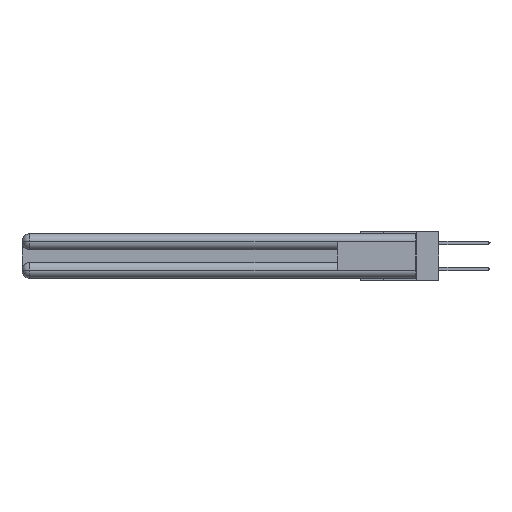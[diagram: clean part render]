
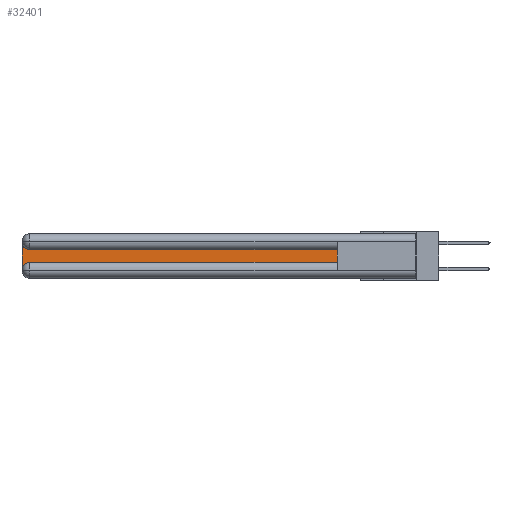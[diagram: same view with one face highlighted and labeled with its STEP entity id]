
A CAD part, left-side view. The second image highlights one B-rep face of the part: STEP entity #32401.
In plain terms, the highlighted planar face has unit normal (-1, 0, 0).
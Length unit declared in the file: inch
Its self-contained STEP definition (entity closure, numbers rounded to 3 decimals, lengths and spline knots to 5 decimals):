
#11 = CARTESIAN_POINT ( 'NONE',  ( 0.075, 3., -0.1225 ) ) ;
#71 = CARTESIAN_POINT ( 'NONE',  ( 0.075, 2.94, -0.0625 ) ) ;
#496 = EDGE_LOOP ( 'NONE', ( #26533, #3169, #11252, #26761, #10815, #14046 ) ) ;
#644 = VERTEX_POINT ( 'NONE', #8568 ) ;
#1098 = CARTESIAN_POINT ( 'NONE',  ( 0.075, 2.94, -0.2175 ) ) ;
#2730 = DIRECTION ( 'NONE',  ( 0., 0., -1. ) ) ;
#2749 = CIRCLE ( 'NONE', #9635, 0.06 ) ;
#2808 = VERTEX_POINT ( 'NONE', #17095 ) ;
#2932 = CARTESIAN_POINT ( 'NONE',  ( 0.075, 0.6, -0.1225 ) ) ;
#3169 = ORIENTED_EDGE ( 'NONE', *, *, #8836, .T. ) ;
#3177 = DIRECTION ( 'NONE',  ( 0., 0., 1. ) ) ;
#4422 = EDGE_CURVE ( 'NONE', #11977, #25572, #16691, .T. ) ;
#4644 = EDGE_CURVE ( 'NONE', #644, #19287, #2749, .T. ) ;
#5017 = VECTOR ( 'NONE', #12944, 39.37008 ) ;
#5978 = CARTESIAN_POINT ( 'NONE',  ( 0.075, 2.94, -0.1225 ) ) ;
#6422 = VERTEX_POINT ( 'NONE', #30933 ) ;
#8568 = CARTESIAN_POINT ( 'NONE',  ( 0.075, 3., -0.2775 ) ) ;
#8836 = EDGE_CURVE ( 'NONE', #25572, #6422, #26276, .T. ) ;
#9635 = AXIS2_PLACEMENT_3D ( 'NONE', #29925, #27516, #32698 ) ;
#10491 = EDGE_CURVE ( 'NONE', #2808, #11977, #29514, .T. ) ;
#10815 = ORIENTED_EDGE ( 'NONE', *, *, #31937, .T. ) ;
#11252 = ORIENTED_EDGE ( 'NONE', *, *, #31462, .T. ) ;
#11977 = VERTEX_POINT ( 'NONE', #21126 ) ;
#12306 = AXIS2_PLACEMENT_3D ( 'NONE', #11, #20927, #23950 ) ;
#12944 = DIRECTION ( 'NONE',  ( 0., -1., 0. ) ) ;
#14046 = ORIENTED_EDGE ( 'NONE', *, *, #10491, .T. ) ;
#14684 = DIRECTION ( 'NONE',  ( 0., 0., -1. ) ) ;
#14910 = VECTOR ( 'NONE', #14684, 39.37008 ) ;
#15707 = CARTESIAN_POINT ( 'NONE',  ( 0.075, 0.6, -0.2175 ) ) ;
#16691 = LINE ( 'NONE', #2932, #19551 ) ;
#17095 = CARTESIAN_POINT ( 'NONE',  ( 0.075, 0.6, -0.2175 ) ) ;
#17895 = VECTOR ( 'NONE', #3177, 39.37008 ) ;
#18440 = DIRECTION ( 'NONE',  ( 1., 0., 0. ) ) ;
#18863 = CARTESIAN_POINT ( 'NONE',  ( 0.075, 0.6, -0.2175 ) ) ;
#19287 = VERTEX_POINT ( 'NONE', #1098 ) ;
#19551 = VECTOR ( 'NONE', #23966, 39.37008 ) ;
#19614 = CARTESIAN_POINT ( 'NONE',  ( 0.075, 3., -0.2175 ) ) ;
#20927 = DIRECTION ( 'NONE',  ( 1., 0., 0. ) ) ;
#21126 = CARTESIAN_POINT ( 'NONE',  ( 0.075, 0.6, -0.1225 ) ) ;
#21146 = PLANE ( 'NONE',  #12306 ) ;
#21944 = LINE ( 'NONE', #19614, #14910 ) ;
#23950 = DIRECTION ( 'NONE',  ( 0., 0., -1. ) ) ;
#23966 = DIRECTION ( 'NONE',  ( 0., 1., 0. ) ) ;
#24805 = LINE ( 'NONE', #15707, #5017 ) ;
#25572 = VERTEX_POINT ( 'NONE', #5978 ) ;
#26276 = CIRCLE ( 'NONE', #32449, 0.06 ) ;
#26533 = ORIENTED_EDGE ( 'NONE', *, *, #4422, .T. ) ;
#26761 = ORIENTED_EDGE ( 'NONE', *, *, #4644, .T. ) ;
#27516 = DIRECTION ( 'NONE',  ( 1., 0., 0. ) ) ;
#29514 = LINE ( 'NONE', #18863, #17895 ) ;
#29925 = CARTESIAN_POINT ( 'NONE',  ( 0.075, 2.94, -0.2775 ) ) ;
#30933 = CARTESIAN_POINT ( 'NONE',  ( 0.075, 3., -0.0625 ) ) ;
#31336 = FACE_OUTER_BOUND ( 'NONE', #496, .T. ) ;
#31462 = EDGE_CURVE ( 'NONE', #6422, #644, #21944, .T. ) ;
#31937 = EDGE_CURVE ( 'NONE', #19287, #2808, #24805, .T. ) ;
#32401 = ADVANCED_FACE ( 'NONE', ( #31336 ), #21146, .F. ) ;
#32449 = AXIS2_PLACEMENT_3D ( 'NONE', #71, #18440, #2730 ) ;
#32698 = DIRECTION ( 'NONE',  ( 0., 0., -1. ) ) ;
